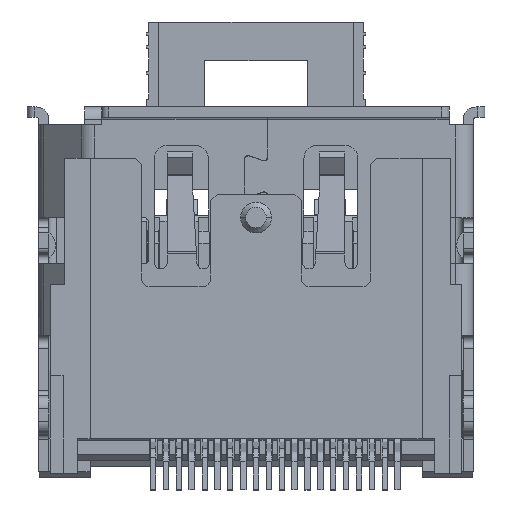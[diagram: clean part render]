
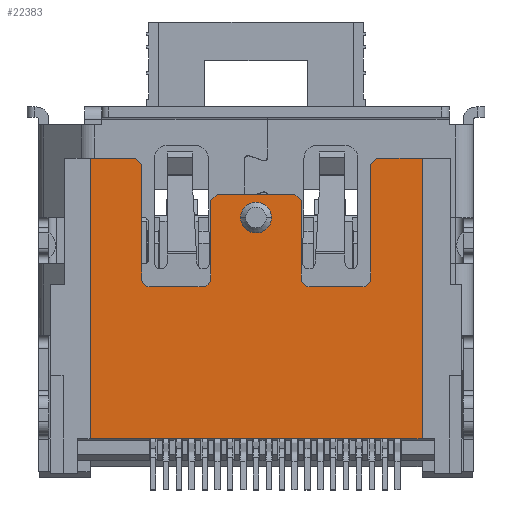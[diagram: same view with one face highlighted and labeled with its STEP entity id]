
A CAD part, front view. The second image highlights one B-rep face of the part: STEP entity #22383.
In plain terms, the highlighted planar face has unit normal (0, -1, 0).
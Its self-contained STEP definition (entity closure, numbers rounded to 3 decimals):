
#2785=DIRECTION('',(1.,0.,0.));
#2786=VECTOR('',#2785,12.9);
#2787=CARTESIAN_POINT('',(-6.45,-3.4,-12.19));
#2788=LINE('',#2787,#2786);
#2789=DIRECTION('',(0.,0.,1.));
#2790=VECTOR('',#2789,10.9);
#2791=CARTESIAN_POINT('',(-6.45,-3.4,-12.19));
#2792=LINE('',#2791,#2790);
#2793=DIRECTION('',(0.707,0.,-0.707));
#2794=VECTOR('',#2793,0.354);
#2795=CARTESIAN_POINT('',(-4.7,-3.4,-1.29));
#2796=LINE('',#2795,#2794);
#2797=DIRECTION('',(0.,0.,-1.));
#2798=VECTOR('',#2797,4.45);
#2799=CARTESIAN_POINT('',(-4.45,-3.4,-1.54));
#2800=LINE('',#2799,#2798);
#2801=CARTESIAN_POINT('',(-4.15,-3.4,-5.99));
#2802=DIRECTION('',(0.,-1.,0.));
#2803=DIRECTION('',(-1.,0.,0.));
#2804=AXIS2_PLACEMENT_3D('',#2801,#2802,#2803);
#2806=DIRECTION('',(1.,0.,0.));
#2807=VECTOR('',#2806,2.09);
#2808=CARTESIAN_POINT('',(-4.15,-3.4,-6.29));
#2809=LINE('',#2808,#2807);
#2810=CARTESIAN_POINT('',(-2.06,-3.4,-5.99));
#2811=DIRECTION('',(0.,-1.,0.));
#2812=DIRECTION('',(0.,0.,-1.));
#2813=AXIS2_PLACEMENT_3D('',#2810,#2811,#2812);
#2815=DIRECTION('',(0.,0.,1.));
#2816=VECTOR('',#2815,3.05);
#2817=CARTESIAN_POINT('',(-1.76,-3.4,-5.99));
#2818=LINE('',#2817,#2816);
#2819=DIRECTION('',(0.707,0.,0.707));
#2820=VECTOR('',#2819,0.354);
#2821=CARTESIAN_POINT('',(-1.76,-3.4,-2.94));
#2822=LINE('',#2821,#2820);
#2823=DIRECTION('',(1.,0.,0.));
#2824=VECTOR('',#2823,3.02);
#2825=CARTESIAN_POINT('',(-1.51,-3.4,-2.69));
#2826=LINE('',#2825,#2824);
#2827=DIRECTION('',(0.707,0.,-0.707));
#2828=VECTOR('',#2827,0.354);
#2829=CARTESIAN_POINT('',(1.51,-3.4,-2.69));
#2830=LINE('',#2829,#2828);
#2831=DIRECTION('',(0.,0.,1.));
#2832=VECTOR('',#2831,3.05);
#2833=CARTESIAN_POINT('',(1.76,-3.4,-5.99));
#2834=LINE('',#2833,#2832);
#2835=CARTESIAN_POINT('',(2.06,-3.4,-5.99));
#2836=DIRECTION('',(0.,-1.,0.));
#2837=DIRECTION('',(-1.,0.,0.));
#2838=AXIS2_PLACEMENT_3D('',#2835,#2836,#2837);
#2840=DIRECTION('',(1.,0.,0.));
#2841=VECTOR('',#2840,2.09);
#2842=CARTESIAN_POINT('',(2.06,-3.4,-6.29));
#2843=LINE('',#2842,#2841);
#2844=CARTESIAN_POINT('',(4.15,-3.4,-5.99));
#2845=DIRECTION('',(0.,-1.,0.));
#2846=DIRECTION('',(0.,0.,-1.));
#2847=AXIS2_PLACEMENT_3D('',#2844,#2845,#2846);
#2849=DIRECTION('',(0.,0.,-1.));
#2850=VECTOR('',#2849,4.45);
#2851=CARTESIAN_POINT('',(4.45,-3.4,-1.54));
#2852=LINE('',#2851,#2850);
#2853=DIRECTION('',(0.707,0.,0.707));
#2854=VECTOR('',#2853,0.354);
#2855=CARTESIAN_POINT('',(4.45,-3.4,-1.54));
#2856=LINE('',#2855,#2854);
#2857=CARTESIAN_POINT('',(0.,-3.4,-3.6));
#2858=DIRECTION('',(0.,-1.,0.));
#2859=DIRECTION('',(1.,0.,0.));
#2860=AXIS2_PLACEMENT_3D('',#2857,#2858,#2859);
#2862=CARTESIAN_POINT('',(0.,-3.4,-3.6));
#2863=DIRECTION('',(0.,-1.,0.));
#2864=DIRECTION('',(-1.,0.,0.));
#2865=AXIS2_PLACEMENT_3D('',#2862,#2863,#2864);
#2867=DIRECTION('',(1.,0.,0.));
#2868=VECTOR('',#2867,1.75);
#2869=CARTESIAN_POINT('',(4.7,-3.4,-1.29));
#2870=LINE('',#2869,#2868);
#2891=DIRECTION('',(1.,0.,0.));
#2892=VECTOR('',#2891,1.75);
#2893=CARTESIAN_POINT('',(-6.45,-3.4,-1.29));
#2894=LINE('',#2893,#2892);
#8647=DIRECTION('',(0.,0.,1.));
#8648=VECTOR('',#8647,10.9);
#8649=CARTESIAN_POINT('',(6.45,-3.4,-12.19));
#8650=LINE('',#8649,#8648);
#14500=CARTESIAN_POINT('',(-6.45,-3.4,-1.29));
#14502=VERTEX_POINT('',#14500);
#14503=CARTESIAN_POINT('',(6.45,-3.4,-1.29));
#14505=VERTEX_POINT('',#14503);
#15359=CARTESIAN_POINT('',(4.7,-3.4,-1.29));
#15360=VERTEX_POINT('',#15359);
#17085=CARTESIAN_POINT('',(-6.45,-3.4,-12.19));
#17086=CARTESIAN_POINT('',(6.45,-3.4,-12.19));
#17087=VERTEX_POINT('',#17085);
#17088=VERTEX_POINT('',#17086);
#18325=CARTESIAN_POINT('',(-1.51,-3.4,-2.69));
#18326=CARTESIAN_POINT('',(1.51,-3.4,-2.69));
#18327=VERTEX_POINT('',#18325);
#18328=VERTEX_POINT('',#18326);
#18333=CARTESIAN_POINT('',(1.76,-3.4,-5.99));
#18334=CARTESIAN_POINT('',(1.76,-3.4,-2.94));
#18335=VERTEX_POINT('',#18333);
#18336=VERTEX_POINT('',#18334);
#18341=CARTESIAN_POINT('',(-4.45,-3.4,-1.54));
#18342=CARTESIAN_POINT('',(-4.45,-3.4,-5.99));
#18343=VERTEX_POINT('',#18341);
#18344=VERTEX_POINT('',#18342);
#18345=CARTESIAN_POINT('',(-4.15,-3.4,-6.29));
#18346=CARTESIAN_POINT('',(-2.06,-3.4,-6.29));
#18347=VERTEX_POINT('',#18345);
#18348=VERTEX_POINT('',#18346);
#18349=CARTESIAN_POINT('',(-1.76,-3.4,-5.99));
#18350=CARTESIAN_POINT('',(-1.76,-3.4,-2.94));
#18351=VERTEX_POINT('',#18349);
#18352=VERTEX_POINT('',#18350);
#18353=CARTESIAN_POINT('',(2.06,-3.4,-6.29));
#18354=CARTESIAN_POINT('',(4.15,-3.4,-6.29));
#18355=VERTEX_POINT('',#18353);
#18356=VERTEX_POINT('',#18354);
#18357=CARTESIAN_POINT('',(4.45,-3.4,-1.54));
#18358=CARTESIAN_POINT('',(4.45,-3.4,-5.99));
#18359=VERTEX_POINT('',#18357);
#18360=VERTEX_POINT('',#18358);
#18381=CARTESIAN_POINT('',(-4.7,-3.4,-1.29));
#18382=VERTEX_POINT('',#18381);
#18387=CARTESIAN_POINT('',(0.6,-3.4,-3.6));
#18388=CARTESIAN_POINT('',(-0.6,-3.4,-3.6));
#18389=VERTEX_POINT('',#18387);
#18390=VERTEX_POINT('',#18388);
#22331=CARTESIAN_POINT('',(-6.45,-3.4,-13.69));
#22332=DIRECTION('',(0.,-1.,0.));
#22333=DIRECTION('',(1.,0.,0.));
#22334=AXIS2_PLACEMENT_3D('',#22331,#22332,#22333);
#22335=PLANE('',#22334);
#22337=ORIENTED_EDGE('',*,*,#22336,.T.);
#22339=ORIENTED_EDGE('',*,*,#22338,.F.);
#22341=ORIENTED_EDGE('',*,*,#22340,.F.);
#22343=ORIENTED_EDGE('',*,*,#22342,.T.);
#22345=ORIENTED_EDGE('',*,*,#22344,.T.);
#22347=ORIENTED_EDGE('',*,*,#22346,.T.);
#22349=ORIENTED_EDGE('',*,*,#22348,.T.);
#22351=ORIENTED_EDGE('',*,*,#22350,.T.);
#22353=ORIENTED_EDGE('',*,*,#22352,.T.);
#22355=ORIENTED_EDGE('',*,*,#22354,.T.);
#22357=ORIENTED_EDGE('',*,*,#22356,.T.);
#22359=ORIENTED_EDGE('',*,*,#22358,.T.);
#22360=ORIENTED_EDGE('',*,*,#22321,.T.);
#22362=ORIENTED_EDGE('',*,*,#22361,.T.);
#22364=ORIENTED_EDGE('',*,*,#22363,.F.);
#22366=ORIENTED_EDGE('',*,*,#22365,.T.);
#22368=ORIENTED_EDGE('',*,*,#22367,.T.);
#22370=ORIENTED_EDGE('',*,*,#22369,.T.);
#22372=ORIENTED_EDGE('',*,*,#22371,.F.);
#22374=ORIENTED_EDGE('',*,*,#22373,.T.);
#22375=EDGE_LOOP('',(#22337,#22339,#22341,#22343,#22345,#22347,#22349,#22351,
#22353,#22355,#22357,#22359,#22360,#22362,#22364,#22366,#22368,#22370,#22372,
#22374));
#22376=FACE_OUTER_BOUND('',#22375,.F.);
#22378=ORIENTED_EDGE('',*,*,#22377,.T.);
#22380=ORIENTED_EDGE('',*,*,#22379,.T.);
#22381=EDGE_LOOP('',(#22378,#22380));
#22382=FACE_BOUND('',#22381,.F.);
#22383=ADVANCED_FACE('',(#22376,#22382),#22335,.T.);
#2805=CIRCLE('',#2804,0.3);
#2814=CIRCLE('',#2813,0.3);
#2839=CIRCLE('',#2838,0.3);
#2848=CIRCLE('',#2847,0.3);
#2861=CIRCLE('',#2860,0.6);
#2866=CIRCLE('',#2865,0.6);
#22321=EDGE_CURVE('',#18327,#18328,#2826,.T.);
#22336=EDGE_CURVE('',#15360,#14505,#2870,.T.);
#22338=EDGE_CURVE('',#17088,#14505,#8650,.T.);
#22340=EDGE_CURVE('',#17087,#17088,#2788,.T.);
#22342=EDGE_CURVE('',#17087,#14502,#2792,.T.);
#22344=EDGE_CURVE('',#14502,#18382,#2894,.T.);
#22346=EDGE_CURVE('',#18382,#18343,#2796,.T.);
#22348=EDGE_CURVE('',#18343,#18344,#2800,.T.);
#22350=EDGE_CURVE('',#18344,#18347,#2805,.T.);
#22352=EDGE_CURVE('',#18347,#18348,#2809,.T.);
#22354=EDGE_CURVE('',#18348,#18351,#2814,.T.);
#22356=EDGE_CURVE('',#18351,#18352,#2818,.T.);
#22358=EDGE_CURVE('',#18352,#18327,#2822,.T.);
#22361=EDGE_CURVE('',#18328,#18336,#2830,.T.);
#22363=EDGE_CURVE('',#18335,#18336,#2834,.T.);
#22365=EDGE_CURVE('',#18335,#18355,#2839,.T.);
#22367=EDGE_CURVE('',#18355,#18356,#2843,.T.);
#22369=EDGE_CURVE('',#18356,#18360,#2848,.T.);
#22371=EDGE_CURVE('',#18359,#18360,#2852,.T.);
#22373=EDGE_CURVE('',#18359,#15360,#2856,.T.);
#22377=EDGE_CURVE('',#18389,#18390,#2861,.T.);
#22379=EDGE_CURVE('',#18390,#18389,#2866,.T.);
